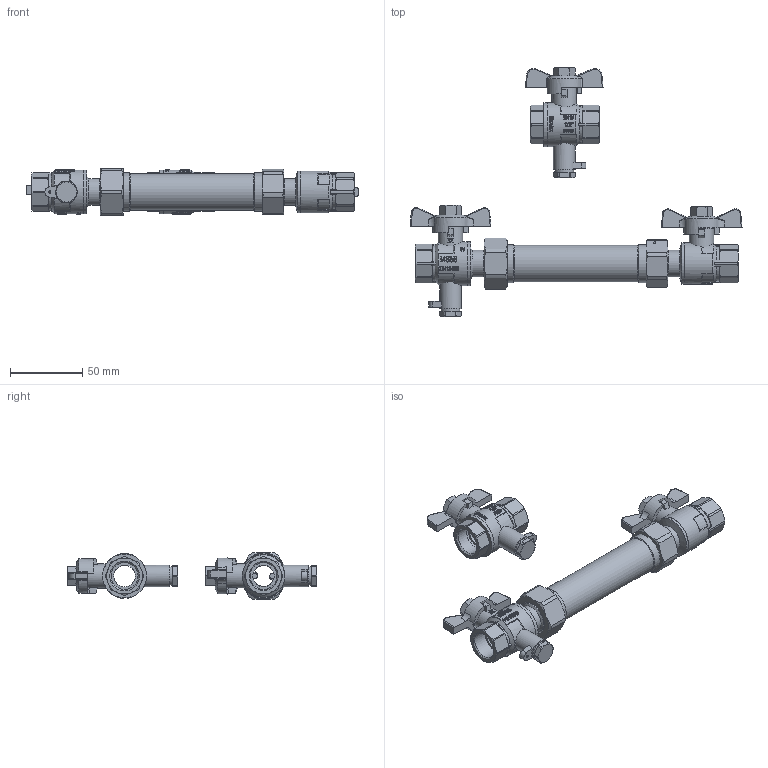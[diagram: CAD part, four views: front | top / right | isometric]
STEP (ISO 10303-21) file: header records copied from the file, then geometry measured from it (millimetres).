
FILE_DESCRIPTION(/* description */ ('Unknown'),/* implementation_level */ '2;1');
FILE_NAME(/* name */ '80120001',/* time_stamp */ '2023-07-12T12:31:22+02:00',/* author */ ('Unknown'),/* organization */ ('Unknown'),/* preprocessor_version */ 'ST-DEVELOPER v18.102',/* originating_system */ 'Solid Edge',/* authorisation */ 'Unknown');
FILE_SCHEMA (('MODEL_BASED_INTEGRATED_MANUFACTURING_SCHEMA','AUTOMOTIVE_DESIGN {1 0 10303 214 3 1 1}'));
Length unit declared in the file: millimetre
Products named in the file (41): 80120001; 708-45_oa_0; Einschraubteil-co; dichtung; 2.148.016_Einschraubteil; speerring; _wm; Gehduse; O-Ring; Spindel; Stopfbuchse; M8-1_2-3_4; F-griff; Kugel; nippel-110-red; 722-45_oa_1; 722-45-Verschraubung; 97000077_24x15x2 - 3_4; sper.ring; _berwurfmutter; Einschraubteil; Kvrper-co_oa_2; Schtaube; Kvrper; Dichtung; Spindel-co_oa_3; 712-04_oa_4; Spindel-co_oa_5; Mutter-Fl-G; Fl_gelgriff; Kvrper-co_oa_6
Assembly tree (40 placements, depth 4):
  80120001
    708-45_oa_0
      Einschraubteil-co
        dichtung
        2.148.016_Einschraubteil
        speerring
        _wm
      Gehduse
      O-Ring
      Spindel
      Stopfbuchse
      M8-1_2-3_4
      F-griff
      Kugel
    nippel-110-red
    722-45_oa_1
      722-45-Verschraubung
        97000077_24x15x2 - 3_4
        sper.ring
        _berwurfmutter
        Einschraubteil
      F-griff
      M8-1_2-3_4
      Kvrper-co_oa_2
        Schtaube
        Kvrper
        Dichtung
      Spindel-co_oa_3
        Stopfbuchse
        Spindel
    712-04_oa_4
      Spindel-co_oa_5
        Mutter-Fl-G
        Spindel
        Stopfbuchse
        Fl_gelgriff
      Kvrper-co_oa_6
        Einschraubteil
        Kvrper
        Dichtung
        Schtaube
Bounding box: 230.54 x 173 x 32 mm (x, y, z)
Volume: 112771.4 mm3; surface area: 84428.5 mm2
Topology: 31 solids, 31 shells, 2583 faces, 7074 edges, 4661 vertices
Faces by surface type: plane 1945, cylinder 357, cone 211, bspline 32, sphere 21, torus 17
Full cylindrical faces by diameter (mm): 1.5 x3, 5 x2, 5.9 x2, 6.6 x1, 6.7 x2, 6.75 x3, 8.9 x2, 8.92 x2, 9 x6, 9.1 x3, 9.3 x1, 10 x4, 10.5 x3, 10.8 x3, 12 x4, 12.376 x1, 12.5 x2, 13 x2, 14 x3, 14.5 x2, 15 x7, 16 x3, 17 x4, 18.5 x3, 18.6 x2, 18.631 x6, 19.05 x1, 19.2 x2, 21 x4, 21.6 x2
Entity records: 98917 total; most frequent: CARTESIAN_POINT 23113, DIRECTION 15228, ORIENTED_EDGE 13584, EDGE_CURVE 6792, AXIS2_PLACEMENT_3D 6278, VERTEX_POINT 4591, FACE_BOUND 2981, EDGE_LOOP 2976
